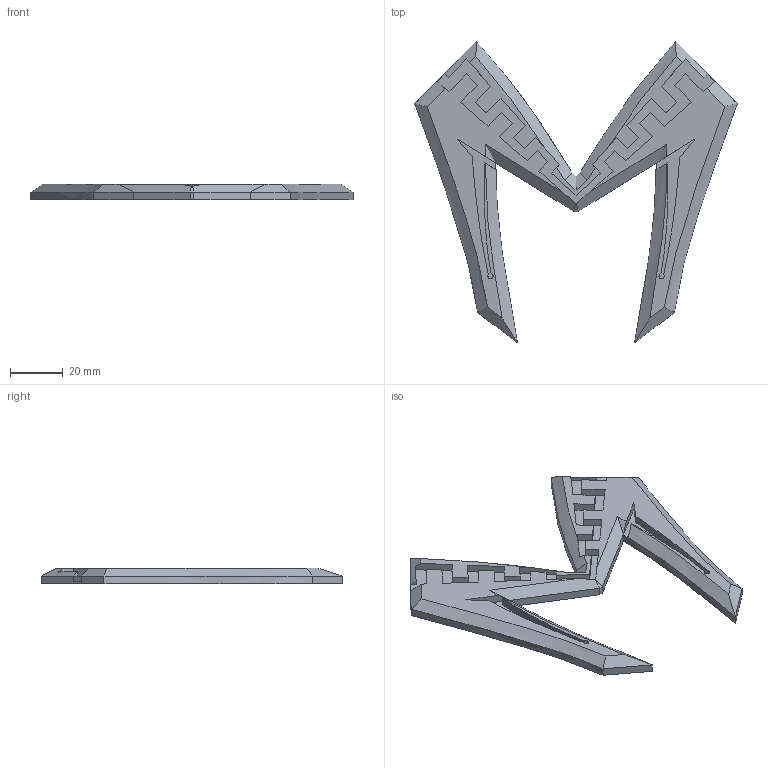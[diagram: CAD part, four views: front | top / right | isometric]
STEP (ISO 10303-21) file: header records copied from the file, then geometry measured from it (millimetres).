
FILE_DESCRIPTION(/* description */ (''),/* implementation_level */ '2;1');
FILE_NAME(/* name */ 'M-Diffuser.step',/* time_stamp */ '2025-12-23T14:31:26-05:00',/* author */ (''),/* organization */ (''),/* preprocessor_version */ 'ST-DEVELOPER v20.1',/* originating_system */ 'Autodesk Translation Framework v14.21.0.0',/* authorisation */ '');
FILE_SCHEMA (('AUTOMOTIVE_DESIGN { 1 0 10303 214 3 1 1 }'));
Length unit declared in the file: millimetre
Products named in the file (2): Proto-Pulse-Shell-20X6; M-Diffuser
Assembly tree (1 placements, depth 2):
  Proto-Pulse-Shell-20X6
    M-Diffuser
Bounding box: 122.3 x 114.59 x 6 mm (x, y, z)
Volume: 26993.5 mm3; surface area: 18925.5 mm2
Topology: 2 solids, 2 shells, 201 faces, 572 edges, 375 vertices
Faces by surface type: plane 179, bspline 14, cylinder 8
Entity records: 7083 total; most frequent: CARTESIAN_POINT 1909, ORIENTED_EDGE 1144, DIRECTION 931, EDGE_CURVE 572, LINE 519, VECTOR 519, VERTEX_POINT 375, AXIS2_PLACEMENT_3D 206
